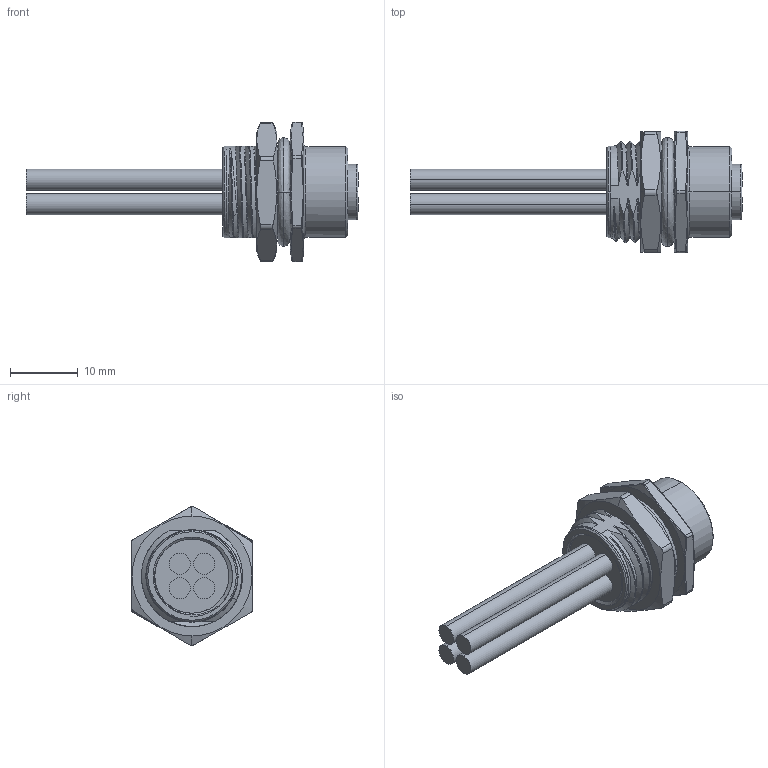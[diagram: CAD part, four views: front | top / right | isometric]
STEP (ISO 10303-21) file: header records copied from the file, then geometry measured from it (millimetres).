
FILE_DESCRIPTION (( 'STEP AP214' ), '1' );
FILE_NAME ('REC-M124TF-PG9R-L_3D.step', '2024-11-11T16:31:46', ( '' ), ( '' ), 'SwSTEP 2.0', 'SolidWorks 2022', '' );
FILE_SCHEMA (( 'AUTOMOTIVE_DESIGN' ));
Length unit declared in the file: inch
Products named in the file (1): REC-M124TF-PG9R-L_3D
Bounding box: 49.11 x 18 x 20.63 mm (x, y, z)
Volume: 3667.1 mm3; surface area: 5162.5 mm2
Topology: 1 solids, 1 shells, 510 faces, 1359 edges, 859 vertices
Faces by surface type: cylinder 159, plane 156, bspline 155, cone 38, torus 2
Entity records: 43360 total; most frequent: CARTESIAN_POINT 26684, ORIENTED_EDGE 2718, DIRECTION 1825, EDGE_CURVE 1359, VERTEX_POINT 859, AXIS2_PLACEMENT_3D 655, EDGE_LOOP 534, B_SPLINE_CURVE_WITH_KNOTS 530
